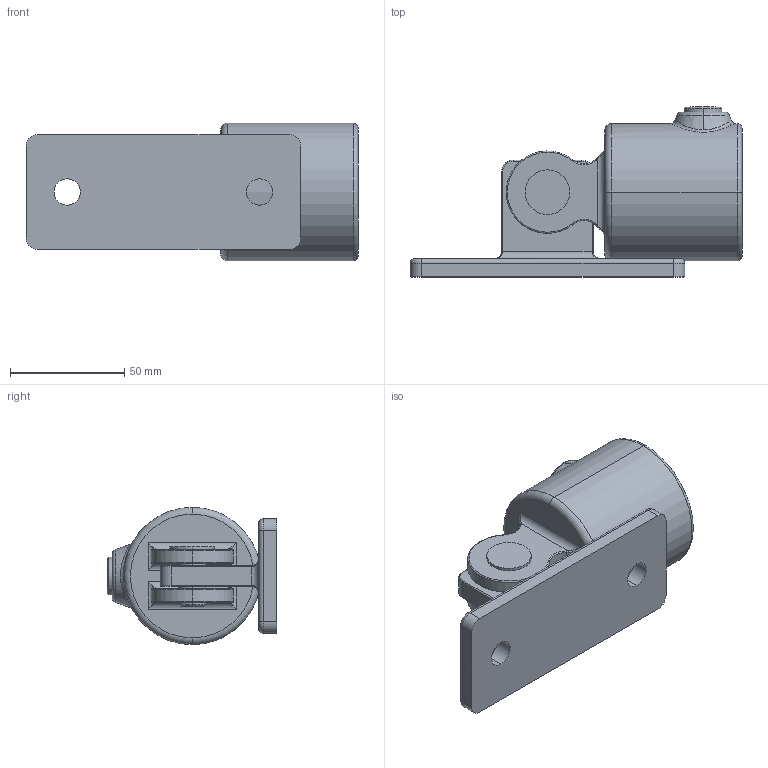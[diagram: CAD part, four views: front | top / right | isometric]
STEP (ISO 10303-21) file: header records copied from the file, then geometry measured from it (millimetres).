
FILE_DESCRIPTION (( 'STEP AP203' ), '1' );
FILE_NAME ('T16900.STEP', '2018-07-02T14:16:53', ( '' ), ( '' ), 'SwSTEP 2.0', 'SolidWorks 2016', '' );
FILE_SCHEMA (( 'CONFIG_CONTROL_DESIGN' ));
Length unit declared in the file: millimetre
Products named in the file (6): T19300; T17300F; T16900; T16900M; Pivot Pin
Assembly tree (5 placements, depth 3):
  T16900
    T16900M
    T17300F
      T17300F
      T19300
    Pivot Pin
Bounding box: 145 x 74.2 x 60 mm (x, y, z)
Volume: 145705.3 mm3; surface area: 52546.9 mm2
Topology: 4 solids, 4 shells, 179 faces, 408 edges, 231 vertices
Faces by surface type: cylinder 66, torus 45, plane 34, bspline 22, cone 12
Entity records: 6586 total; most frequent: CARTESIAN_POINT 2089, DIRECTION 870, ORIENTED_EDGE 792, EDGE_CURVE 396, AXIS2_PLACEMENT_3D 372, VERTEX_POINT 231, CIRCLE 206, EDGE_LOOP 199
